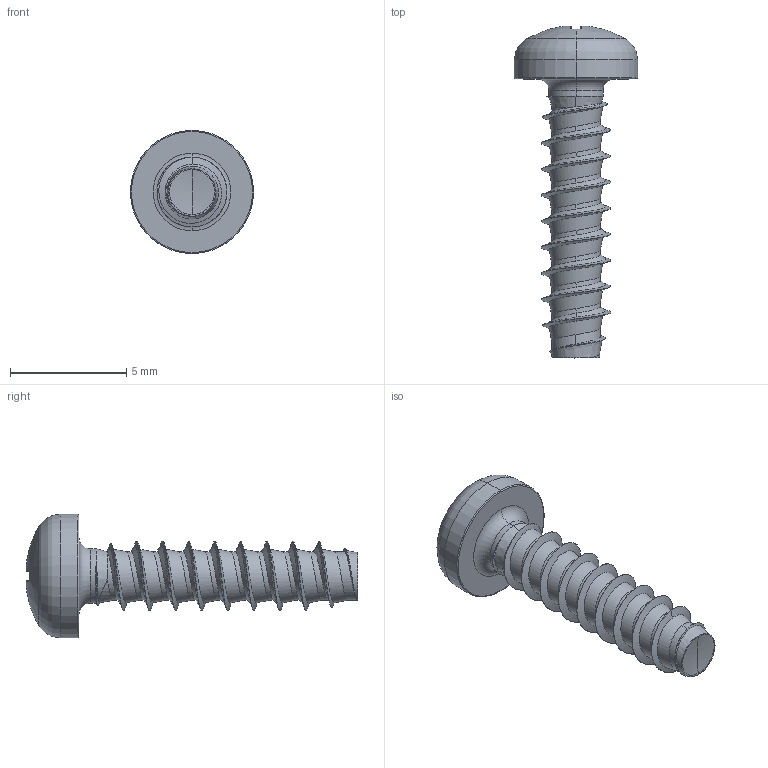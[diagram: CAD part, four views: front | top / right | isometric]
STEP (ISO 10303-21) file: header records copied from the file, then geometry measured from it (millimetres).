
FILE_DESCRIPTION (( 'STEP AP203' ), '1' );
FILE_NAME ('STP320300120.STEP', '2017-08-15T14:13:35', ( '' ), ( '' ), 'SwSTEP 2.0', 'SolidWorks 2015', '' );
FILE_SCHEMA (( 'CONFIG_CONTROL_DESIGN' ));
Length unit declared in the file: millimetre
Products named in the file (1): STP320300120
Bounding box: 5.3 x 14.28 x 5.3 mm (x, y, z)
Volume: 87.3 mm3; surface area: 200.7 mm2
Topology: 1 solids, 1 shells, 182 faces, 416 edges, 236 vertices
Faces by surface type: bspline 51, cylinder 45, torus 28, sphere 28, plane 22, cone 8
Entity records: 21421 total; most frequent: CARTESIAN_POINT 17663, ORIENTED_EDGE 828, DIRECTION 717, EDGE_CURVE 414, AXIS2_PLACEMENT_3D 320, VERTEX_POINT 236, CIRCLE 188, EDGE_LOOP 184
